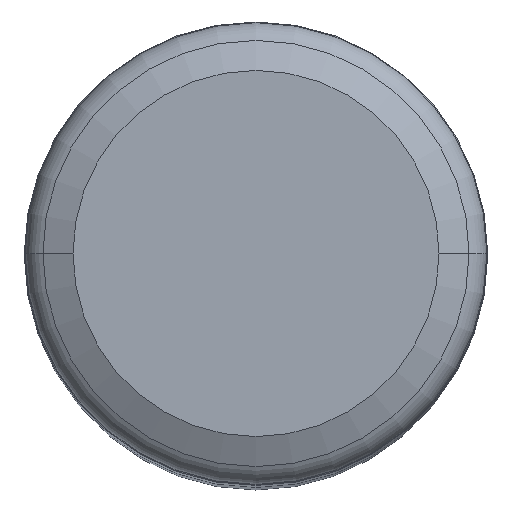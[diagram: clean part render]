
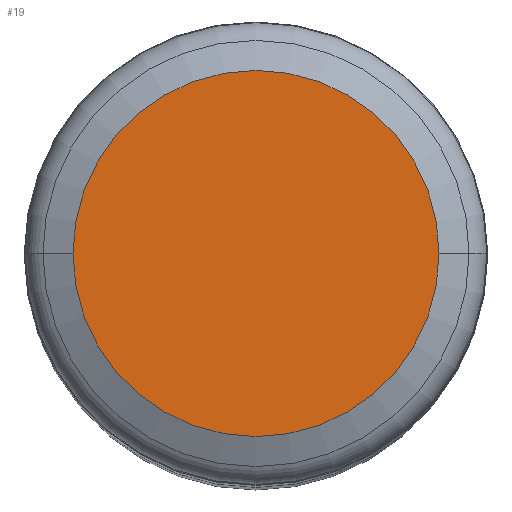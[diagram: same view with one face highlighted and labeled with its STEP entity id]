
A CAD part, top view. The second image highlights one B-rep face of the part: STEP entity #19.
In plain terms, the highlighted planar face has unit normal (0, 0, 1).
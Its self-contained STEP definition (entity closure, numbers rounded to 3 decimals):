
#7 = CIRCLE ( 'NONE', #471, 7.522 ) ;
#11 = VERTEX_POINT ( 'NONE', #78 ) ;
#12 = CARTESIAN_POINT ( 'NONE',  ( 0., 0., 0. ) ) ;
#19 = ADVANCED_FACE ( 'NONE', ( #344 ), #181, .T. ) ;
#50 = DIRECTION ( 'NONE',  ( -1., 0., 0. ) ) ;
#74 = EDGE_CURVE ( 'NONE', #11, #636, #7, .T. ) ;
#78 = CARTESIAN_POINT ( 'NONE',  ( -7.522, 0., 0. ) ) ;
#179 = DIRECTION ( 'NONE',  ( 0., 0., 1. ) ) ;
#181 = PLANE ( 'NONE',  #240 ) ;
#200 = EDGE_CURVE ( 'NONE', #636, #11, #566, .T. ) ;
#240 = AXIS2_PLACEMENT_3D ( 'NONE', #549, #179, #384 ) ;
#344 = FACE_OUTER_BOUND ( 'NONE', #364, .T. ) ;
#364 = EDGE_LOOP ( 'NONE', ( #574, #489 ) ) ;
#384 = DIRECTION ( 'NONE',  ( 1., 0., 0. ) ) ;
#467 = DIRECTION ( 'NONE',  ( -1., 0., 0. ) ) ;
#471 = AXIS2_PLACEMENT_3D ( 'NONE', #661, #510, #50 ) ;
#489 = ORIENTED_EDGE ( 'NONE', *, *, #74, .F. ) ;
#510 = DIRECTION ( 'NONE',  ( 0., 0., -1. ) ) ;
#533 = AXIS2_PLACEMENT_3D ( 'NONE', #12, #569, #467 ) ;
#549 = CARTESIAN_POINT ( 'NONE',  ( 0., 0., 0. ) ) ;
#564 = CARTESIAN_POINT ( 'NONE',  ( 7.522, 0., 0. ) ) ;
#566 = CIRCLE ( 'NONE', #533, 7.522 ) ;
#569 = DIRECTION ( 'NONE',  ( 0., 0., -1. ) ) ;
#574 = ORIENTED_EDGE ( 'NONE', *, *, #200, .F. ) ;
#636 = VERTEX_POINT ( 'NONE', #564 ) ;
#661 = CARTESIAN_POINT ( 'NONE',  ( 0., 0., 0. ) ) ;
